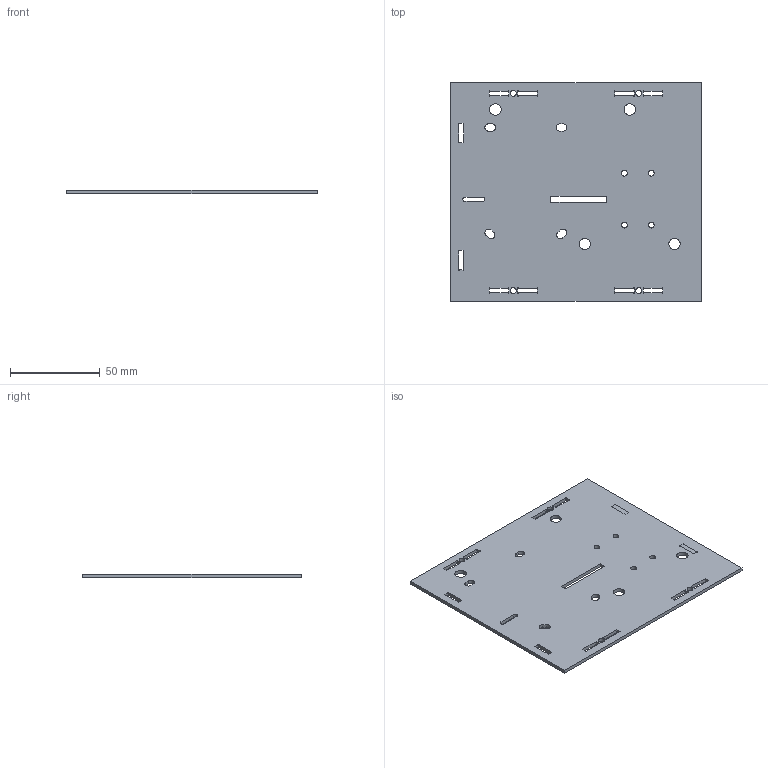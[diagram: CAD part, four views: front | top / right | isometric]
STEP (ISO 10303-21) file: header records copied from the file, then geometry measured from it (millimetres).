
FILE_DESCRIPTION(('FreeCAD Model'),'2;1');
FILE_NAME('bottem.step','2020-12-14T10:20:16',('Author'),(''), 'Open CASCADE STEP processor 7.4','FreeCAD','Unknown');
FILE_SCHEMA(('AUTOMOTIVE_DESIGN { 1 0 10303 214 1 1 1 1 }'));
Length unit declared in the file: millimetre
Products named in the file (1): base_tab
Bounding box: 140 x 122 x 2 mm (x, y, z)
Volume: 32621.6 mm3; surface area: 35101 mm2
Topology: 1 solids, 1 shells, 180 faces, 508 edges, 332 vertices
Faces by surface type: cylinder 94, plane 86
Full cylindrical faces by diameter (mm): 3.2 x4, 3.3 x4, 6.4 x4
Entity records: 12510 total; most frequent: CARTESIAN_POINT 2461, DIRECTION 1842, ORIENTED_EDGE 1016, PCURVE 1016, DEFINITIONAL_REPRESENTATION 1016, LINE 904, VECTOR 904, EDGE_CURVE 508
